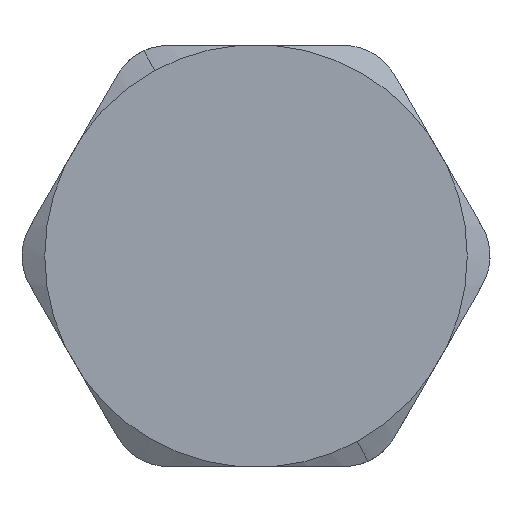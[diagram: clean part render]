
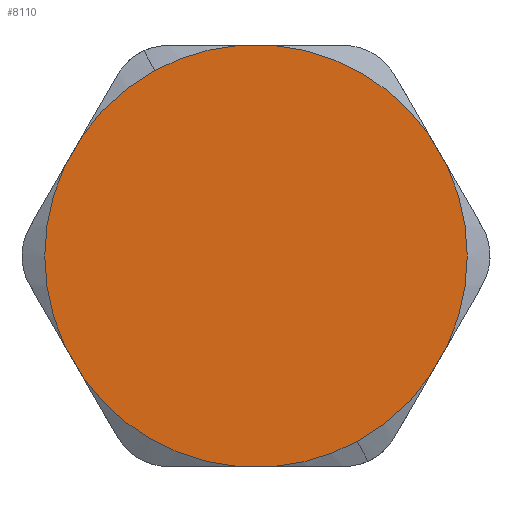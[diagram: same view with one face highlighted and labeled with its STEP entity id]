
A CAD part, front view. The second image highlights one B-rep face of the part: STEP entity #8110.
In plain terms, the highlighted planar face has unit normal (0, -1, 0).
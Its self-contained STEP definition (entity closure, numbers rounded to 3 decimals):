
#7913=CARTESIAN_POINT('Vertex',(280.45,-53.872,23.695)) ;
#7916=CARTESIAN_POINT('Axis2P3D Location',(293.395,-53.872,0.)) ;
#7920=CARTESIAN_POINT('Vertex',(291.073,-53.872,26.9)) ;
#7945=CARTESIAN_POINT('Axis2P3D Location',(293.395,-53.872,0.)) ;
#7949=CARTESIAN_POINT('Vertex',(271.259,-53.872,15.461)) ;
#7975=CARTESIAN_POINT('Axis2P3D Location',(293.395,-53.872,0.)) ;
#7979=CARTESIAN_POINT('Vertex',(268.938,-53.872,11.439)) ;
#7981=CARTESIAN_POINT('Vertex',(268.938,-53.872,-11.439)) ;
#8016=CARTESIAN_POINT('Axis2P3D Location',(293.395,-53.872,-24.6)) ;
#8021=CARTESIAN_POINT('Line Origine',(270.099,-53.872,-13.45)) ;
#8025=CARTESIAN_POINT('Vertex',(271.259,-53.872,-15.461)) ;
#8028=CARTESIAN_POINT('Axis2P3D Location',(293.395,-53.872,0.)) ;
#8032=CARTESIAN_POINT('Vertex',(291.073,-53.872,-26.9)) ;
#8035=CARTESIAN_POINT('Line Origine',(293.395,-53.872,-26.9)) ;
#8039=CARTESIAN_POINT('Vertex',(295.716,-53.872,-26.9)) ;
#8042=CARTESIAN_POINT('Axis2P3D Location',(293.395,-53.872,0.)) ;
#8046=CARTESIAN_POINT('Vertex',(306.339,-53.872,-23.695)) ;
#8049=CARTESIAN_POINT('Axis2P3D Location',(293.395,-53.872,0.)) ;
#8053=CARTESIAN_POINT('Vertex',(315.53,-53.872,-15.461)) ;
#8056=CARTESIAN_POINT('Line Origine',(316.691,-53.872,-13.45)) ;
#8060=CARTESIAN_POINT('Vertex',(317.852,-53.872,-11.439)) ;
#8063=CARTESIAN_POINT('Axis2P3D Location',(293.395,-53.872,0.)) ;
#8067=CARTESIAN_POINT('Vertex',(317.852,-53.872,11.439)) ;
#8070=CARTESIAN_POINT('Line Origine',(316.691,-53.872,13.45)) ;
#8074=CARTESIAN_POINT('Vertex',(315.53,-53.872,15.461)) ;
#8077=CARTESIAN_POINT('Axis2P3D Location',(293.395,-53.872,0.)) ;
#8081=CARTESIAN_POINT('Vertex',(295.716,-53.872,26.9)) ;
#8084=CARTESIAN_POINT('Line Origine',(293.395,-53.872,26.9)) ;
#8089=CARTESIAN_POINT('Line Origine',(270.099,-53.872,13.45)) ;
#8023=VECTOR('Line Direction',#8022,1.) ;
#8037=VECTOR('Line Direction',#8036,1.) ;
#8058=VECTOR('Line Direction',#8057,1.) ;
#8072=VECTOR('Line Direction',#8071,1.) ;
#8086=VECTOR('Line Direction',#8085,1.) ;
#8091=VECTOR('Line Direction',#8090,1.) ;
#7917=DIRECTION('Axis2P3D Direction',(-0.,1.,0.)) ;
#7946=DIRECTION('Axis2P3D Direction',(-0.,1.,0.)) ;
#7976=DIRECTION('Axis2P3D Direction',(-0.,1.,0.)) ;
#8017=DIRECTION('Axis2P3D Direction',(0.,-1.,0.)) ;
#8018=DIRECTION('Axis2P3D XDirection',(1.,0.,0.)) ;
#8022=DIRECTION('Vector Direction',(0.5,0.,-0.866)) ;
#8029=DIRECTION('Axis2P3D Direction',(0.,-1.,0.)) ;
#8036=DIRECTION('Vector Direction',(-1.,0.,0.)) ;
#8043=DIRECTION('Axis2P3D Direction',(0.,-1.,0.)) ;
#8050=DIRECTION('Axis2P3D Direction',(0.,-1.,0.)) ;
#8057=DIRECTION('Vector Direction',(-0.5,0.,-0.866)) ;
#8064=DIRECTION('Axis2P3D Direction',(0.,-1.,0.)) ;
#8071=DIRECTION('Vector Direction',(-0.5,0.,0.866)) ;
#8078=DIRECTION('Axis2P3D Direction',(0.,-1.,0.)) ;
#8085=DIRECTION('Vector Direction',(1.,0.,0.)) ;
#8090=DIRECTION('Vector Direction',(0.5,0.,0.866)) ;
#7918=AXIS2_PLACEMENT_3D('Circle Axis2P3D',#7916,#7917,$) ;
#7947=AXIS2_PLACEMENT_3D('Circle Axis2P3D',#7945,#7946,$) ;
#7977=AXIS2_PLACEMENT_3D('Circle Axis2P3D',#7975,#7976,$) ;
#8019=AXIS2_PLACEMENT_3D('Plane Axis2P3D',#8016,#8017,#8018) ;
#8030=AXIS2_PLACEMENT_3D('Circle Axis2P3D',#8028,#8029,$) ;
#8044=AXIS2_PLACEMENT_3D('Circle Axis2P3D',#8042,#8043,$) ;
#8051=AXIS2_PLACEMENT_3D('Circle Axis2P3D',#8049,#8050,$) ;
#8065=AXIS2_PLACEMENT_3D('Circle Axis2P3D',#8063,#8064,$) ;
#8079=AXIS2_PLACEMENT_3D('Circle Axis2P3D',#8077,#8078,$) ;
#8024=LINE('Line',#8021,#8023) ;
#8038=LINE('Line',#8035,#8037) ;
#8059=LINE('Line',#8056,#8058) ;
#8073=LINE('Line',#8070,#8072) ;
#8087=LINE('Line',#8084,#8086) ;
#8092=LINE('Line',#8089,#8091) ;
#7919=CIRCLE('generated circle',#7918,27.) ;
#7948=CIRCLE('generated circle',#7947,27.) ;
#7978=CIRCLE('generated circle',#7977,27.) ;
#8031=CIRCLE('generated circle',#8030,27.) ;
#8045=CIRCLE('generated circle',#8044,27.) ;
#8052=CIRCLE('generated circle',#8051,27.) ;
#8066=CIRCLE('generated circle',#8065,27.) ;
#8080=CIRCLE('generated circle',#8079,27.) ;
#8020=PLANE('',#8019) ;
#7922=EDGE_CURVE('',#7921,#7914,#7919,.F.) ;
#7951=EDGE_CURVE('',#7914,#7950,#7948,.F.) ;
#7983=EDGE_CURVE('',#7980,#7982,#7978,.F.) ;
#8027=EDGE_CURVE('',#7982,#8026,#8024,.T.) ;
#8034=EDGE_CURVE('',#8026,#8033,#8031,.T.) ;
#8041=EDGE_CURVE('',#8040,#8033,#8038,.T.) ;
#8048=EDGE_CURVE('',#8040,#8047,#8045,.T.) ;
#8055=EDGE_CURVE('',#8047,#8054,#8052,.T.) ;
#8062=EDGE_CURVE('',#8061,#8054,#8059,.T.) ;
#8069=EDGE_CURVE('',#8061,#8068,#8066,.T.) ;
#8076=EDGE_CURVE('',#8068,#8075,#8073,.T.) ;
#8083=EDGE_CURVE('',#8075,#8082,#8080,.T.) ;
#8088=EDGE_CURVE('',#7921,#8082,#8087,.T.) ;
#8093=EDGE_CURVE('',#7980,#7950,#8092,.T.) ;
#8095=ORIENTED_EDGE('',*,*,#8027,.T.) ;
#8096=ORIENTED_EDGE('',*,*,#8034,.T.) ;
#8097=ORIENTED_EDGE('',*,*,#8041,.F.) ;
#8098=ORIENTED_EDGE('',*,*,#8048,.T.) ;
#8099=ORIENTED_EDGE('',*,*,#8055,.T.) ;
#8100=ORIENTED_EDGE('',*,*,#8062,.F.) ;
#8101=ORIENTED_EDGE('',*,*,#8069,.T.) ;
#8102=ORIENTED_EDGE('',*,*,#8076,.T.) ;
#8103=ORIENTED_EDGE('',*,*,#8083,.T.) ;
#8104=ORIENTED_EDGE('',*,*,#8088,.F.) ;
#8105=ORIENTED_EDGE('',*,*,#7922,.T.) ;
#8106=ORIENTED_EDGE('',*,*,#7951,.T.) ;
#8107=ORIENTED_EDGE('',*,*,#8093,.F.) ;
#8108=ORIENTED_EDGE('',*,*,#7983,.T.) ;
#8094=EDGE_LOOP('',(#8095,#8096,#8097,#8098,#8099,#8100,#8101,#8102,#8103,#8104,#8105,#8106,#8107,#8108)) ;
#7914=VERTEX_POINT('',#7913) ;
#7921=VERTEX_POINT('',#7920) ;
#7950=VERTEX_POINT('',#7949) ;
#7980=VERTEX_POINT('',#7979) ;
#7982=VERTEX_POINT('',#7981) ;
#8026=VERTEX_POINT('',#8025) ;
#8033=VERTEX_POINT('',#8032) ;
#8040=VERTEX_POINT('',#8039) ;
#8047=VERTEX_POINT('',#8046) ;
#8054=VERTEX_POINT('',#8053) ;
#8061=VERTEX_POINT('',#8060) ;
#8068=VERTEX_POINT('',#8067) ;
#8075=VERTEX_POINT('',#8074) ;
#8082=VERTEX_POINT('',#8081) ;
#8110=ADVANCED_FACE('PartBody',(#8109),#8020,.T.) ;
#8109=FACE_OUTER_BOUND('',#8094,.T.) ;
